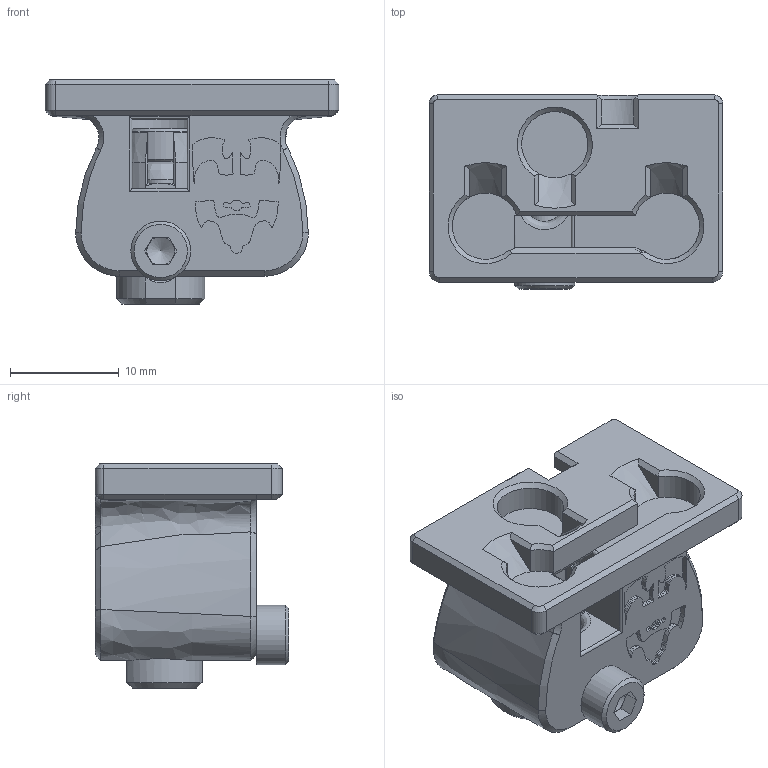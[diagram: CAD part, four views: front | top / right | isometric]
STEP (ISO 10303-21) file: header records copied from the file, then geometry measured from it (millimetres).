
FILE_DESCRIPTION(/* description */ (''),/* implementation_level */ '2;1');
FILE_NAME(/* name */ 'BFP_Unklicky_Probe v8.step',/* time_stamp */ '2022-04-30T13:44:11-05:00',/* author */ (''),/* organization */ (''),/* preprocessor_version */ 'ST-DEVELOPER v18.1',/* originating_system */ 'Autodesk Translation Framework v10.14.0.1471',/* authorisation */ '');
FILE_SCHEMA (('AUTOMOTIVE_DESIGN { 1 0 10303 214 3 1 1 }'));
Length unit declared in the file: millimetre
Products named in the file (11): BFP_Unklicky_Probe v8; Unklicky; Thicc Unklicky; Pin; Pin Magnet; M3x16 SHCS; BFP-HS; Magnet pin; Heatset pin; BFP HS pin; M3 x 5 BH
Assembly tree (10 placements, depth 3):
  BFP_Unklicky_Probe v8
    Unklicky
      Thicc Unklicky
      Pin
      Pin Magnet
    M3x16 SHCS
    BFP-HS
    Magnet pin
    Heatset pin
    BFP HS pin
    M3 x 5 BH
Bounding box: 27.03 x 17.82 x 20.61 mm (x, y, z)
Volume: 4805.6 mm3; surface area: 4202.4 mm2
Topology: 6 solids, 6 shells, 736 faces, 2030 edges, 1310 vertices
Faces by surface type: plane 460, bspline 135, cylinder 95, cone 44, sphere 2
Full cylindrical faces by diameter (mm): 2.459 x8, 2.8 x1, 3 x11, 4.25 x1, 4.7 x1, 5.5 x1, 6 x1
Entity records: 32892 total; most frequent: CARTESIAN_POINT 14994, ORIENTED_EDGE 4054, DIRECTION 3040, EDGE_CURVE 2027, LINE 1328, VECTOR 1328, VERTEX_POINT 1310, AXIS2_PLACEMENT_3D 856
